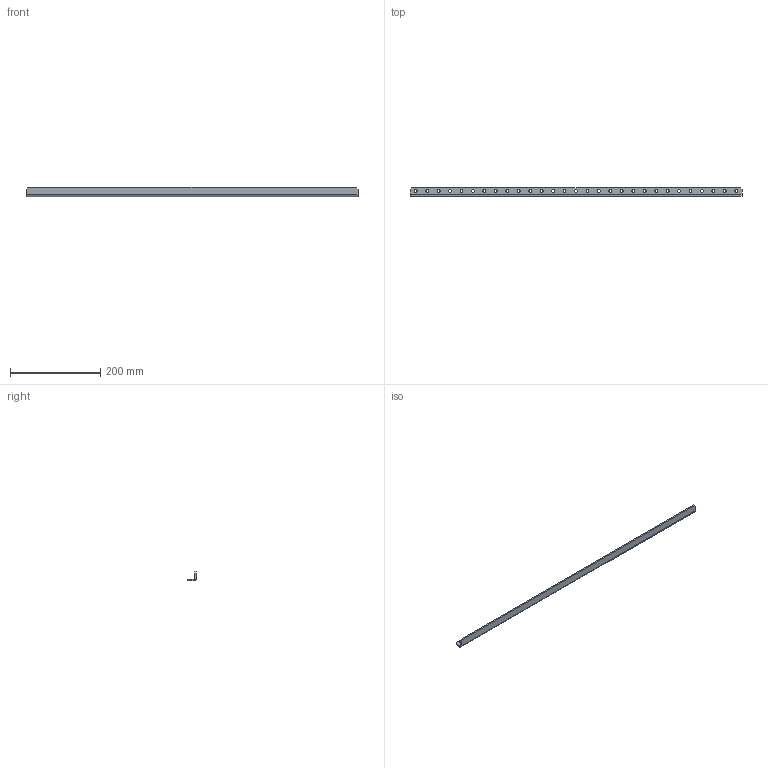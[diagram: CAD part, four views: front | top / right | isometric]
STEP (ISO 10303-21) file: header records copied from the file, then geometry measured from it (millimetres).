
FILE_DESCRIPTION((''),'2;1');
FILE_NAME('KitBot_BBMNT_ANGLE.stp','2007-01-11T21:22:21',('uidk0133'),(''),'Autodesk Inventor (R) 6.0','Autodesk Inventor (R) 6.0','');
FILE_SCHEMA(('AUTOMOTIVE_DESIGN { 1 0 10303 214 1 1 1 1 }'));
Length unit declared in the file: inch
Products named in the file (1): KitBot_BBMNT_ANGLE
Bounding box: 736.6 x 19.05 x 20.32 mm (x, y, z)
Volume: 75679 mm3; surface area: 56111.7 mm2
Topology: 1 solids, 1 shells, 72 faces, 210 edges, 140 vertices
Faces by surface type: bspline 58, plane 12, cylinder 2
Entity records: 3349 total; most frequent: CARTESIAN_POINT 1409, ORIENTED_EDGE 420, DIRECTION 360, EDGE_CURVE 210, VERTEX_POINT 140, AXIS2_PLACEMENT_3D 135, EDGE_LOOP 130, CIRCLE 120
